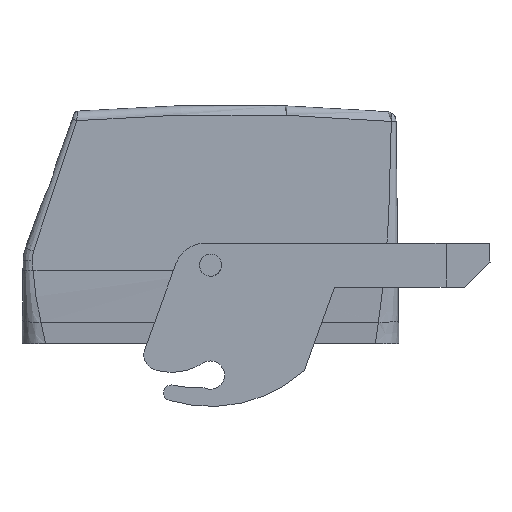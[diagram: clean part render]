
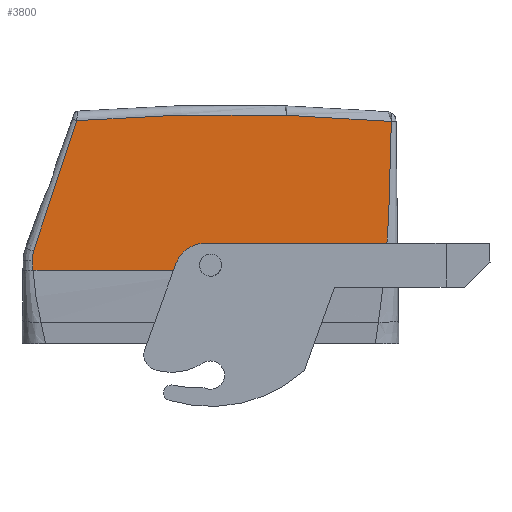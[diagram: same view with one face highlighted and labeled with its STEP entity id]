
A CAD part, left-side view. The second image highlights one B-rep face of the part: STEP entity #3800.
In plain terms, the highlighted planar face has unit normal (-1, 0, 0).
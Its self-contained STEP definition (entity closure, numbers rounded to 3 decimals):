
#3727=AXIS2_PLACEMENT_3D('Plane Axis2P3D',#3724,#3725,#3726) ;
#3731=AXIS2_PLACEMENT_3D('Circle Axis2P3D',#3729,#3730,$) ;
#3771=AXIS2_PLACEMENT_3D('Circle Axis2P3D',#3769,#3770,$) ;
#3778=AXIS2_PLACEMENT_3D('Circle Axis2P3D',#3776,#3777,$) ;
#3785=AXIS2_PLACEMENT_3D('Circle Axis2P3D',#3783,#3784,$) ;
#2188=CARTESIAN_POINT('Vertex',(5.75,33.416,43.338)) ;
#2211=CARTESIAN_POINT('Line Origine',(5.75,88.368,43.338)) ;
#2215=CARTESIAN_POINT('Vertex',(5.75,145.502,43.338)) ;
#2217=CARTESIAN_POINT('Vertex',(5.75,90.868,43.338)) ;
#2228=CARTESIAN_POINT('Line Origine',(5.75,88.368,43.338)) ;
#2232=CARTESIAN_POINT('Vertex',(5.75,87.132,43.338)) ;
#2580=CARTESIAN_POINT('Control Point',(5.75,145.653,46.461)) ;
#2581=CARTESIAN_POINT('Control Point',(5.75,145.628,45.837)) ;
#2582=CARTESIAN_POINT('Control Point',(5.75,145.602,45.212)) ;
#2583=CARTESIAN_POINT('Control Point',(5.75,145.573,44.588)) ;
#2584=CARTESIAN_POINT('Control Point',(5.75,145.54,43.964)) ;
#2585=CARTESIAN_POINT('Control Point',(5.75,145.502,43.338)) ;
#2586=CARTESIAN_POINT('Vertex',(5.75,145.653,46.461)) ;
#3269=CARTESIAN_POINT('Vertex',(5.75,31.422,90.768)) ;
#3559=CARTESIAN_POINT('Control Point',(5.75,31.422,90.768)) ;
#3560=CARTESIAN_POINT('Control Point',(5.75,31.424,90.65)) ;
#3561=CARTESIAN_POINT('Control Point',(5.75,31.426,90.525)) ;
#3562=CARTESIAN_POINT('Control Point',(5.75,31.43,90.267)) ;
#3563=CARTESIAN_POINT('Control Point',(5.75,31.435,90.)) ;
#3564=CARTESIAN_POINT('Control Point',(5.75,31.439,89.732)) ;
#3565=CARTESIAN_POINT('Control Point',(5.75,31.442,89.583)) ;
#3566=CARTESIAN_POINT('Control Point',(5.75,31.449,89.135)) ;
#3567=CARTESIAN_POINT('Control Point',(5.75,31.457,88.688)) ;
#3568=CARTESIAN_POINT('Control Point',(5.75,31.462,88.389)) ;
#3569=CARTESIAN_POINT('Control Point',(5.75,31.477,87.494)) ;
#3570=CARTESIAN_POINT('Control Point',(5.75,31.494,86.599)) ;
#3571=CARTESIAN_POINT('Control Point',(5.75,31.505,86.002)) ;
#3572=CARTESIAN_POINT('Control Point',(5.75,31.539,84.212)) ;
#3573=CARTESIAN_POINT('Control Point',(5.75,31.577,82.423)) ;
#3574=CARTESIAN_POINT('Control Point',(5.75,31.603,81.23)) ;
#3575=CARTESIAN_POINT('Control Point',(5.75,31.683,77.853)) ;
#3576=CARTESIAN_POINT('Control Point',(5.75,31.774,74.477)) ;
#3577=CARTESIAN_POINT('Control Point',(5.75,31.838,72.294)) ;
#3578=CARTESIAN_POINT('Control Point',(5.75,31.974,67.929)) ;
#3579=CARTESIAN_POINT('Control Point',(5.75,32.131,63.565)) ;
#3580=CARTESIAN_POINT('Control Point',(5.75,32.215,61.383)) ;
#3581=CARTESIAN_POINT('Control Point',(5.75,32.35,58.204)) ;
#3582=CARTESIAN_POINT('Control Point',(5.75,32.512,55.025)) ;
#3583=CARTESIAN_POINT('Control Point',(5.75,32.566,54.046)) ;
#3584=CARTESIAN_POINT('Control Point',(5.75,32.727,51.305)) ;
#3585=CARTESIAN_POINT('Control Point',(5.75,32.927,48.564)) ;
#3586=CARTESIAN_POINT('Control Point',(5.75,33.072,46.822)) ;
#3587=CARTESIAN_POINT('Control Point',(5.75,33.236,45.08)) ;
#3588=CARTESIAN_POINT('Control Point',(5.75,33.416,43.338)) ;
#3724=CARTESIAN_POINT('Axis2P3D Location',(5.75,-72.926,-33.43)) ;
#3729=CARTESIAN_POINT('Axis2P3D Location',(5.75,83.,-504.)) ;
#3733=CARTESIAN_POINT('Vertex',(5.75,131.578,91.02)) ;
#3737=CARTESIAN_POINT('Control Point',(5.75,131.578,91.02)) ;
#3738=CARTESIAN_POINT('Control Point',(5.75,131.614,90.917)) ;
#3739=CARTESIAN_POINT('Control Point',(5.75,131.65,90.814)) ;
#3740=CARTESIAN_POINT('Control Point',(5.75,131.685,90.711)) ;
#3741=CARTESIAN_POINT('Control Point',(5.75,131.757,90.504)) ;
#3742=CARTESIAN_POINT('Control Point',(5.75,131.829,90.297)) ;
#3743=CARTESIAN_POINT('Control Point',(5.75,131.865,90.193)) ;
#3744=CARTESIAN_POINT('Control Point',(5.75,132.402,88.642)) ;
#3745=CARTESIAN_POINT('Control Point',(5.75,132.938,87.089)) ;
#3746=CARTESIAN_POINT('Control Point',(5.75,133.436,85.639)) ;
#3747=CARTESIAN_POINT('Control Point',(5.75,134.501,82.526)) ;
#3748=CARTESIAN_POINT('Control Point',(5.75,135.557,79.407)) ;
#3749=CARTESIAN_POINT('Control Point',(5.75,136.11,77.764)) ;
#3750=CARTESIAN_POINT('Control Point',(5.75,138.179,71.582)) ;
#3751=CARTESIAN_POINT('Control Point',(5.75,140.207,65.403)) ;
#3752=CARTESIAN_POINT('Control Point',(5.75,141.671,60.894)) ;
#3753=CARTESIAN_POINT('Control Point',(5.75,143.285,55.896)) ;
#3754=CARTESIAN_POINT('Control Point',(5.75,144.861,50.891)) ;
#3755=CARTESIAN_POINT('Control Point',(5.75,145.007,50.424)) ;
#3756=CARTESIAN_POINT('Control Point',(5.75,145.153,49.957)) ;
#3757=CARTESIAN_POINT('Control Point',(5.75,145.299,49.489)) ;
#3758=CARTESIAN_POINT('Vertex',(5.75,145.299,49.489)) ;
#3762=CARTESIAN_POINT('Control Point',(5.75,145.299,49.489)) ;
#3763=CARTESIAN_POINT('Control Point',(5.75,145.474,48.9)) ;
#3764=CARTESIAN_POINT('Control Point',(5.75,145.599,48.295)) ;
#3765=CARTESIAN_POINT('Control Point',(5.75,145.671,47.683)) ;
#3766=CARTESIAN_POINT('Control Point',(5.75,145.689,47.069)) ;
#3767=CARTESIAN_POINT('Control Point',(5.75,145.653,46.461)) ;
#3769=CARTESIAN_POINT('Axis2P3D Location',(5.75,89.,45.)) ;
#3773=CARTESIAN_POINT('Vertex',(5.75,91.194,43.801)) ;
#3776=CARTESIAN_POINT('Axis2P3D Location',(5.75,89.,45.)) ;
#3780=CARTESIAN_POINT('Vertex',(5.75,86.806,46.199)) ;
#3783=CARTESIAN_POINT('Axis2P3D Location',(5.75,89.,45.)) ;
#2212=DIRECTION('Vector Direction',(0.,-1.,0.)) ;
#2229=DIRECTION('Vector Direction',(0.,-1.,0.)) ;
#3725=DIRECTION('Axis2P3D Direction',(-1.,0.,0.)) ;
#3726=DIRECTION('Axis2P3D XDirection',(0.,-0.317,0.949)) ;
#3730=DIRECTION('Axis2P3D Direction',(-1.,0.,0.)) ;
#3770=DIRECTION('Axis2P3D Direction',(-1.,0.,0.)) ;
#3777=DIRECTION('Axis2P3D Direction',(-1.,0.,0.)) ;
#3784=DIRECTION('Axis2P3D Direction',(-1.,0.,0.)) ;
#2213=VECTOR('Line Direction',#2212,1.) ;
#2230=VECTOR('Line Direction',#2229,1.) ;
#3789=ORIENTED_EDGE('',*,*,#2234,.T.) ;
#3790=ORIENTED_EDGE('',*,*,#3589,.T.) ;
#3791=ORIENTED_EDGE('',*,*,#3735,.T.) ;
#3792=ORIENTED_EDGE('',*,*,#3760,.F.) ;
#3793=ORIENTED_EDGE('',*,*,#3768,.F.) ;
#3794=ORIENTED_EDGE('',*,*,#2588,.F.) ;
#3795=ORIENTED_EDGE('',*,*,#2219,.T.) ;
#3796=ORIENTED_EDGE('',*,*,#3775,.F.) ;
#3797=ORIENTED_EDGE('',*,*,#3782,.F.) ;
#3798=ORIENTED_EDGE('',*,*,#3787,.F.) ;
#3800=ADVANCED_FACE('Hood',(#3799),#3728,.T.) ;
#2579=B_SPLINE_CURVE_WITH_KNOTS('',5,(#2580,#2581,#2582,#2583,#2584,#2585),.UNSPECIFIED.,.F.,.U.,(6,6),(86.846,89.97),.UNSPECIFIED.) ;
#3558=B_SPLINE_CURVE_WITH_KNOTS('',5,(#3559,#3560,#3561,#3562,#3563,#3564,#3565,#3566,#3567,#3568,#3569,#3570,#3571,#3572,#3573,#3574,#3575,#3576,#3577,#3578,#3579,#3580,#3581,#3582,#3583,#3584,#3585,#3586,#3587,#3588),.UNSPECIFIED.,.F.,.U.,(6,3,3,3,3,3,3,3,3,6),(7.76,8.352,9.098,10.592,13.579,19.553,30.498,41.443,46.451,55.207),.UNSPECIFIED.) ;
#3736=B_SPLINE_CURVE_WITH_KNOTS('',5,(#3737,#3738,#3739,#3740,#3741,#3742,#3743,#3744,#3745,#3746,#3747,#3748,#3749,#3750,#3751,#3752,#3753,#3754,#3755,#3756,#3757),.UNSPECIFIED.,.F.,.U.,(6,3,3,3,3,3,6),(0.,0.774,1.548,12.38,24.795,58.432,61.892),.UNSPECIFIED.) ;
#3761=B_SPLINE_CURVE_WITH_KNOTS('',5,(#3762,#3763,#3764,#3765,#3766,#3767),.UNSPECIFIED.,.F.,.U.,(6,6),(0.,4.339),.UNSPECIFIED.) ;
#3732=CIRCLE('generated circle',#3731,597.) ;
#3772=CIRCLE('generated circle',#3771,2.5) ;
#3779=CIRCLE('generated circle',#3778,2.5) ;
#3786=CIRCLE('generated circle',#3785,2.5) ;
#2219=EDGE_CURVE('',#2216,#2218,#2214,.T.) ;
#2234=EDGE_CURVE('',#2233,#2189,#2231,.T.) ;
#2588=EDGE_CURVE('',#2216,#2587,#2579,.F.) ;
#3589=EDGE_CURVE('',#2189,#3270,#3558,.F.) ;
#3735=EDGE_CURVE('',#3270,#3734,#3732,.T.) ;
#3760=EDGE_CURVE('',#3759,#3734,#3736,.F.) ;
#3768=EDGE_CURVE('',#2587,#3759,#3761,.F.) ;
#3775=EDGE_CURVE('',#3774,#2218,#3772,.T.) ;
#3782=EDGE_CURVE('',#3781,#3774,#3779,.T.) ;
#3787=EDGE_CURVE('',#2233,#3781,#3786,.T.) ;
#3788=EDGE_LOOP('',(#3789,#3790,#3791,#3792,#3793,#3794,#3795,#3796,#3797,#3798)) ;
#3799=FACE_OUTER_BOUND('',#3788,.T.) ;
#2214=LINE('Line',#2211,#2213) ;
#2231=LINE('Line',#2228,#2230) ;
#3728=PLANE('',#3727) ;
#2189=VERTEX_POINT('',#2188) ;
#2216=VERTEX_POINT('',#2215) ;
#2218=VERTEX_POINT('',#2217) ;
#2233=VERTEX_POINT('',#2232) ;
#2587=VERTEX_POINT('',#2586) ;
#3270=VERTEX_POINT('',#3269) ;
#3734=VERTEX_POINT('',#3733) ;
#3759=VERTEX_POINT('',#3758) ;
#3774=VERTEX_POINT('',#3773) ;
#3781=VERTEX_POINT('',#3780) ;
